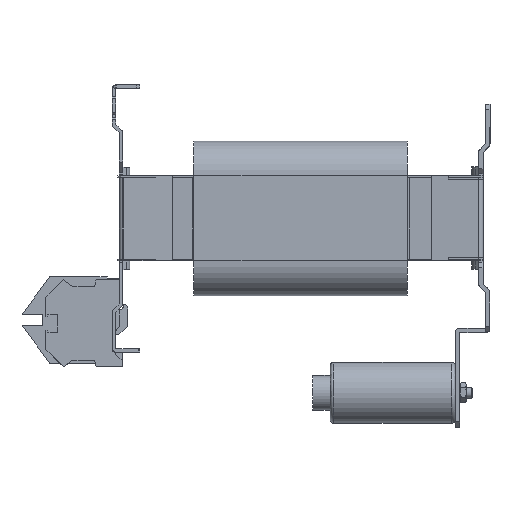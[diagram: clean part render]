
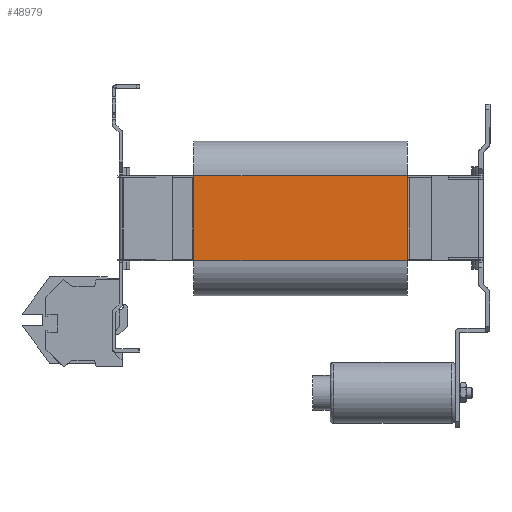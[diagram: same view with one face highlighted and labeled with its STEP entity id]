
A CAD part, left-side view. The second image highlights one B-rep face of the part: STEP entity #48979.
In plain terms, the highlighted planar face has unit normal (-1, 0, 0).
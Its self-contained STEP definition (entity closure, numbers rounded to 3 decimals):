
#2990 = CARTESIAN_POINT ( 'NONE',  ( -117., 168., 24.5 ) ) ;
#3026 = CARTESIAN_POINT ( 'NONE',  ( -117., 168., 24.5 ) ) ;
#4961 = VECTOR ( 'NONE', #44190, 1000. ) ;
#6183 = DIRECTION ( 'NONE',  ( 0., 0., -1. ) ) ;
#6674 = CARTESIAN_POINT ( 'NONE',  ( -117., 168., -44.5 ) ) ;
#10486 = LINE ( 'NONE', #6674, #20699 ) ;
#12076 = VERTEX_POINT ( 'NONE', #43824 ) ;
#12762 = LINE ( 'NONE', #48557, #4961 ) ;
#13264 = PLANE ( 'NONE',  #41071 ) ;
#15048 = ORIENTED_EDGE ( 'NONE', *, *, #16526, .T. ) ;
#16526 = EDGE_CURVE ( 'Defeature ausgef�hrt1_621+Defeature ausgef�hrt1_625+Defeature ausgef�hrt1_620+Defeature ausgef�hrt1_622', #17342, #41589, #10486, .T. ) ;
#17342 = VERTEX_POINT ( 'NONE', #3026 ) ;
#17470 = DIRECTION ( 'NONE',  ( 1., 0., 0. ) ) ;
#17767 = ORIENTED_EDGE ( 'NONE', *, *, #33137, .F. ) ;
#20424 = DIRECTION ( 'NONE',  ( 0., 0., -1. ) ) ;
#20699 = VECTOR ( 'NONE', #6183, 1000. ) ;
#23617 = ORIENTED_EDGE ( 'NONE', *, *, #35817, .F. ) ;
#23877 = EDGE_CURVE ( 'Defeature ausgef�hrt1_622+Defeature ausgef�hrt1_621+Defeature ausgef�hrt1_624+Defeature ausgef�hrt1_625', #12076, #41589, #12762, .T. ) ;
#26938 = ORIENTED_EDGE ( 'NONE', *, *, #23877, .F. ) ;
#28024 = CARTESIAN_POINT ( 'NONE',  ( -117., 45., -44.5 ) ) ;
#29590 = CARTESIAN_POINT ( 'NONE',  ( -117., 45., 24.5 ) ) ;
#30115 = FACE_OUTER_BOUND ( 'NONE', #45995, .T. ) ;
#31798 = VECTOR ( 'NONE', #33817, 1000. ) ;
#33137 = EDGE_CURVE ( 'Defeature ausgef�hrt1_620+Defeature ausgef�hrt1_621+Defeature ausgef�hrt1_625+Defeature ausgef�hrt1_624', #17342, #40336, #39025, .T. ) ;
#33817 = DIRECTION ( 'NONE',  ( 0., -1., 0. ) ) ;
#35817 = EDGE_CURVE ( 'Defeature ausgef�hrt1_624+Defeature ausgef�hrt1_621+Defeature ausgef�hrt1_620+Defeature ausgef�hrt1_622', #40336, #12076, #43559, .T. ) ;
#39025 = LINE ( 'NONE', #2990, #31798 ) ;
#40336 = VERTEX_POINT ( 'NONE', #29590 ) ;
#40618 = CARTESIAN_POINT ( 'NONE',  ( -117., 168., 44.5 ) ) ;
#41071 = AXIS2_PLACEMENT_3D ( 'NONE', #40618, #17470, #43812 ) ;
#41589 = VERTEX_POINT ( 'NONE', #44229 ) ;
#43559 = LINE ( 'NONE', #28024, #48424 ) ;
#43812 = DIRECTION ( 'NONE',  ( 0., 0., -1. ) ) ;
#43824 = CARTESIAN_POINT ( 'NONE',  ( -117., 45., -24.5 ) ) ;
#44190 = DIRECTION ( 'NONE',  ( 0., 1., 0. ) ) ;
#44229 = CARTESIAN_POINT ( 'NONE',  ( -117., 168., -24.5 ) ) ;
#45995 = EDGE_LOOP ( 'NONE', ( #26938, #23617, #17767, #15048 ) ) ;
#48424 = VECTOR ( 'NONE', #20424, 1000. ) ;
#48557 = CARTESIAN_POINT ( 'NONE',  ( -117., 168., -24.5 ) ) ;
#48979 = ADVANCED_FACE ( 'Defeature ausgef�hrt1_621', ( #30115 ), #13264, .F. ) ;
